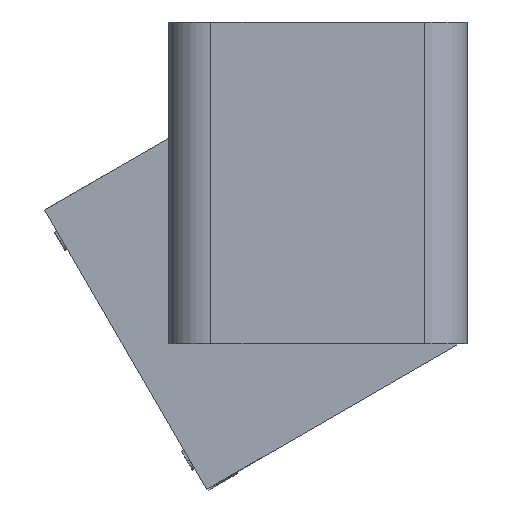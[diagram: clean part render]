
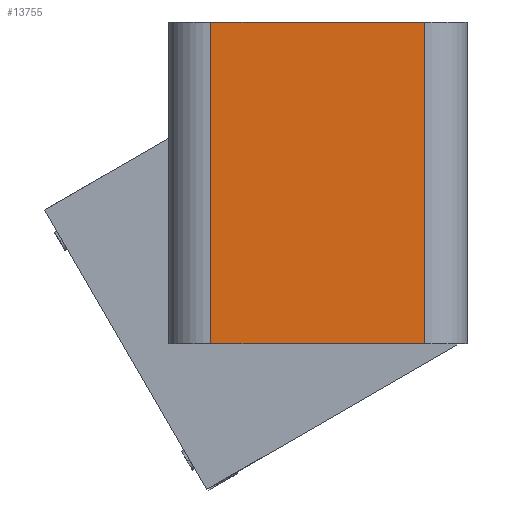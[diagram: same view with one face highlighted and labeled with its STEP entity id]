
A CAD part, left-side view. The second image highlights one B-rep face of the part: STEP entity #13755.
In plain terms, the highlighted planar face has unit normal (-1, 0, 0).
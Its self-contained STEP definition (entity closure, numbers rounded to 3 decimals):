
#13742=AXIS2_PLACEMENT_3D('Plane Axis2P3D',#13739,#13740,#13741) ;
#13148=CARTESIAN_POINT('Vertex',(-27.5,20.,8.2)) ;
#13151=CARTESIAN_POINT('Line Origine',(-27.5,0.,8.2)) ;
#13155=CARTESIAN_POINT('Vertex',(-27.5,-20.,8.2)) ;
#13495=CARTESIAN_POINT('Vertex',(-27.5,-20.,-52.)) ;
#13498=CARTESIAN_POINT('Line Origine',(-27.5,0.,-52.)) ;
#13502=CARTESIAN_POINT('Vertex',(-27.5,20.,-52.)) ;
#13727=CARTESIAN_POINT('Line Origine',(-27.5,-20.,-21.9)) ;
#13739=CARTESIAN_POINT('Axis2P3D Location',(-27.5,20.,0.)) ;
#13744=CARTESIAN_POINT('Line Origine',(-27.5,20.,-21.9)) ;
#13152=DIRECTION('Vector Direction',(0.,-1.,0.)) ;
#13499=DIRECTION('Vector Direction',(0.,-1.,0.)) ;
#13728=DIRECTION('Vector Direction',(0.,0.,1.)) ;
#13740=DIRECTION('Axis2P3D Direction',(1.,0.,0.)) ;
#13741=DIRECTION('Axis2P3D XDirection',(0.,-1.,0.)) ;
#13745=DIRECTION('Vector Direction',(0.,0.,-1.)) ;
#13153=VECTOR('Line Direction',#13152,1.) ;
#13500=VECTOR('Line Direction',#13499,1.) ;
#13729=VECTOR('Line Direction',#13728,1.) ;
#13746=VECTOR('Line Direction',#13745,1.) ;
#13750=ORIENTED_EDGE('',*,*,#13748,.T.) ;
#13751=ORIENTED_EDGE('',*,*,#13504,.T.) ;
#13752=ORIENTED_EDGE('',*,*,#13731,.F.) ;
#13753=ORIENTED_EDGE('',*,*,#13157,.F.) ;
#13755=ADVANCED_FACE('LG-655100.1\\D012703 et D012704',(#13754),#13743,.F.) ;
#13157=EDGE_CURVE('',#13149,#13156,#13154,.T.) ;
#13504=EDGE_CURVE('',#13503,#13496,#13501,.T.) ;
#13731=EDGE_CURVE('',#13156,#13496,#13730,.F.) ;
#13748=EDGE_CURVE('',#13149,#13503,#13747,.T.) ;
#13749=EDGE_LOOP('',(#13750,#13751,#13752,#13753)) ;
#13754=FACE_OUTER_BOUND('',#13749,.T.) ;
#13154=LINE('Line',#13151,#13153) ;
#13501=LINE('Line',#13498,#13500) ;
#13730=LINE('Line',#13727,#13729) ;
#13747=LINE('Line',#13744,#13746) ;
#13743=PLANE('',#13742) ;
#13149=VERTEX_POINT('',#13148) ;
#13156=VERTEX_POINT('',#13155) ;
#13496=VERTEX_POINT('',#13495) ;
#13503=VERTEX_POINT('',#13502) ;
